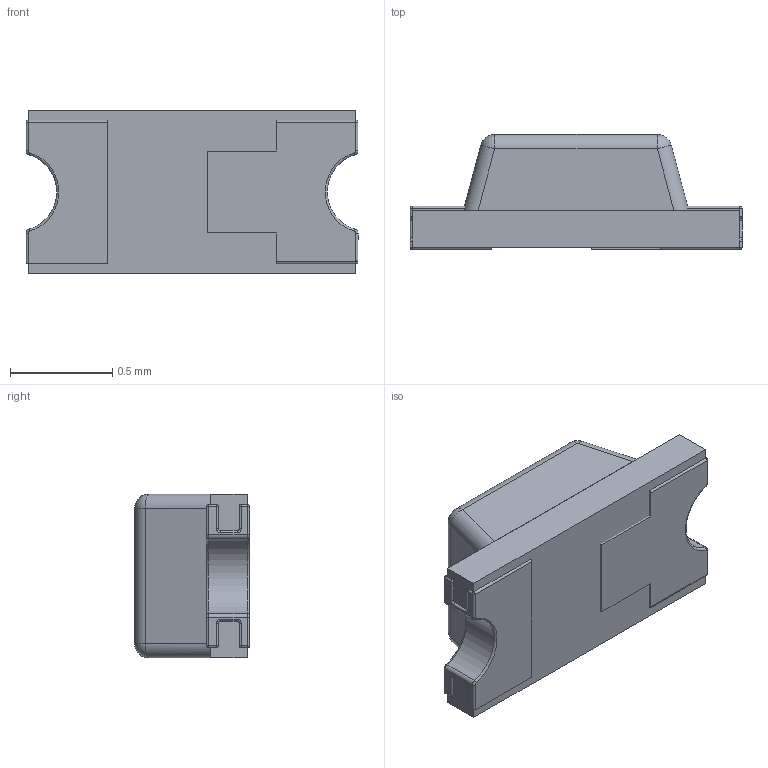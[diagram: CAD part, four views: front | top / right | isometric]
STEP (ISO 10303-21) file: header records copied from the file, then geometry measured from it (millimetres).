
FILE_DESCRIPTION(/* description */ (''),/* implementation_level */ '2;1');
FILE_NAME(/* name */ 'GREEN-0603.step',/* time_stamp */ '2023-07-11T18:12:46-04:00',/* author */ (''),/* organization */ (''),/* preprocessor_version */ 'ST-DEVELOPER v19.2',/* originating_system */ 'Autodesk Translation Framework v12.6.0.85',/* authorisation */ '');
FILE_SCHEMA (('AUTOMOTIVE_DESIGN { 1 0 10303 214 3 1 1 }'));
Length unit declared in the file: millimetre
Products named in the file (1): 0603LEDR
Bounding box: 1.62 x 0.56 x 0.8 mm (x, y, z)
Volume: 0.6 mm3; surface area: 9.4 mm2
Topology: 3 solids, 3 shells, 229 faces, 551 edges, 318 vertices
Faces by surface type: cylinder 102, plane 67, torus 28, sphere 24, bspline 8
Full cylindrical faces by diameter (mm): 0.03 x3, 0.112 x1, 0.115 x1
Entity records: 6803 total; most frequent: DIRECTION 1241, CARTESIAN_POINT 1157, ORIENTED_EDGE 1072, EDGE_CURVE 536, AXIS2_PLACEMENT_3D 484, VERTEX_POINT 318, LINE 273, VECTOR 273
